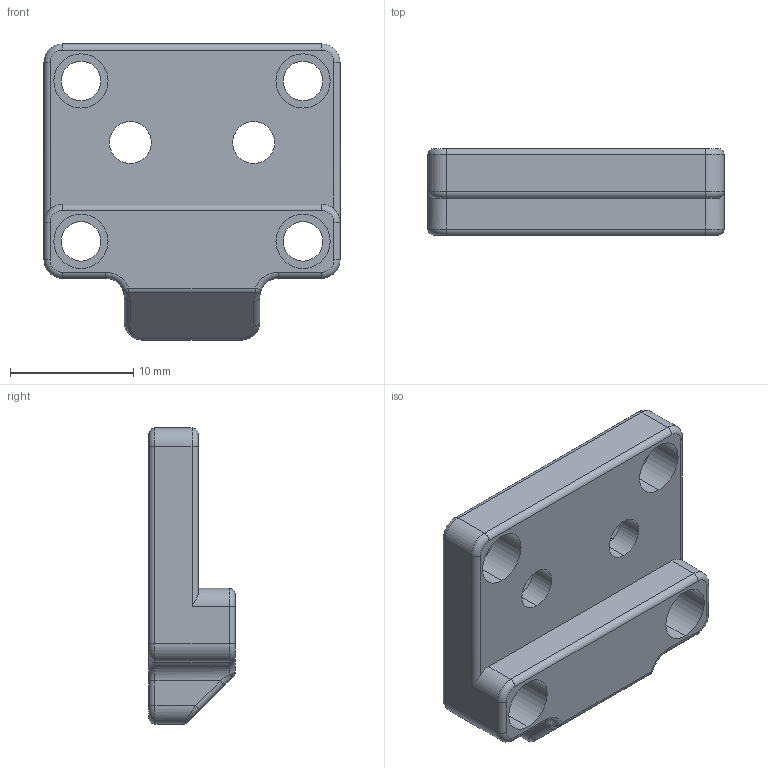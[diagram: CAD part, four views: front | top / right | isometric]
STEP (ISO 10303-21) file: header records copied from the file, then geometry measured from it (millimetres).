
FILE_DESCRIPTION (( 'STEP AP214' ), '1' );
FILE_NAME ('bed cable relief base.STEP', '2025-05-20T16:25:08', ( '' ), ( '' ), 'SwSTEP 2.0', 'SolidWorks 2024', '' );
FILE_SCHEMA (( 'AUTOMOTIVE_DESIGN' ));
Length unit declared in the file: millimetre
Products named in the file (1): bed cable relief base
Bounding box: 24 x 7 x 24 mm (x, y, z)
Volume: 2060.4 mm3; surface area: 1808.9 mm2
Topology: 1 solids, 1 shells, 105 faces, 249 edges, 148 vertices
Faces by surface type: cylinder 54, plane 29, torus 16, bspline 4, sphere 2
Entity records: 4289 total; most frequent: CARTESIAN_POINT 619, DIRECTION 573, ORIENTED_EDGE 494, EDGE_CURVE 247, AXIS2_PLACEMENT_3D 234, VERTEX_POINT 148, CIRCLE 132, EDGE_LOOP 121
